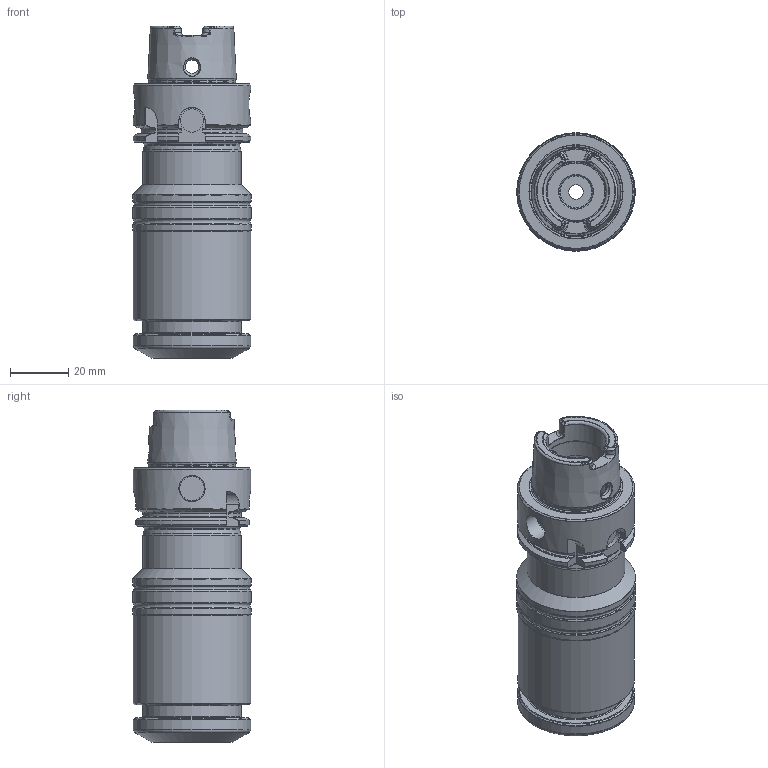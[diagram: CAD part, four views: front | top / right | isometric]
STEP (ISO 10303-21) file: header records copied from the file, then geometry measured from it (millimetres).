
FILE_DESCRIPTION(/* description */ (''),/* implementation_level */ '2;1');
FILE_NAME(/* name */ '454072550.stp',/* time_stamp */ '2021-01-08T12:24:57',/* author */ ('LRA'),/* organization */ ('REGO-FIX'),/* preprocessor_version */ ' Unknown',/* originating_system */ 'SIEMENS PLM Software Solid Edge ST10',/* authorization */ 'Unknown');
FILE_SCHEMA (('AUTOMOTIVE_DESIGN { 1 0 10303 214 2 1 1}'));
Length unit declared in the file: millimetre
Products named in the file (1): NOCUT
Bounding box: 40.8 x 40.8 x 114.2 mm (x, y, z)
Volume: 158375.5 mm3; surface area: 49021.5 mm2
Topology: 2 solids, 2 shells, 315 faces, 805 edges, 504 vertices
Faces by surface type: plane 104, cylinder 82, cone 73, torus 56
Full cylindrical faces by diameter (mm): 4.6 x4, 5 x2, 8 x2, 9 x2, 10 x2, 10.917 x2, 13 x2, 20.7 x2, 21 x2, 25 x2, 25.5 x2, 29.8 x1, 30.11 x1, 32.8 x2, 33.5 x1, 33.8 x1, 34 x2, 40 x3, 40.3 x3, 40.5 x3, 40.8 x3
Entity records: 11263 total; most frequent: CARTESIAN_POINT 2301, DIRECTION 1378, ORIENTED_EDGE 1284, EDGE_CURVE 642, AXIS2_PLACEMENT_3D 594, VERTEX_POINT 462, EDGE_LOOP 456, FACE_BOUND 456
